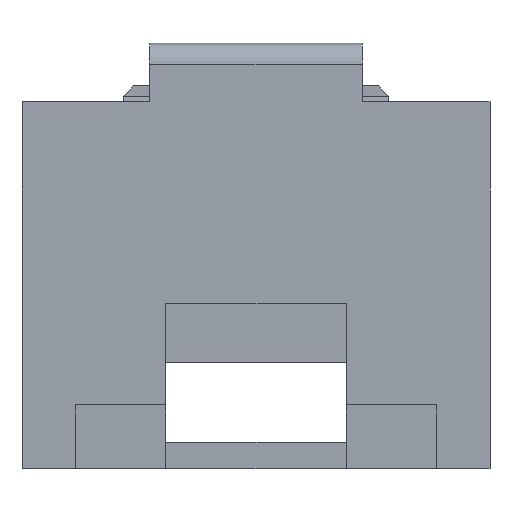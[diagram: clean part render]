
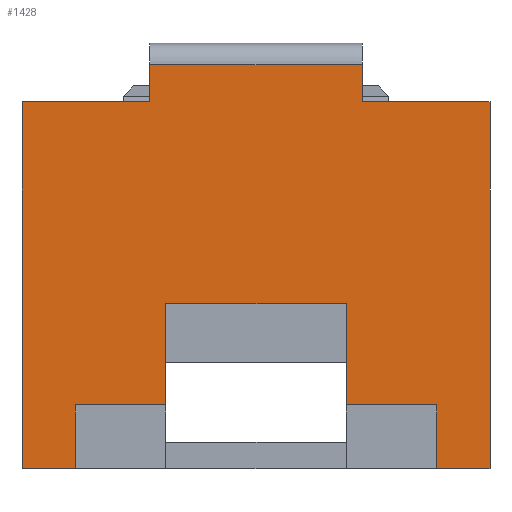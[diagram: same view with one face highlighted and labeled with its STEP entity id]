
A CAD part, front view. The second image highlights one B-rep face of the part: STEP entity #1428.
In plain terms, the highlighted planar face has unit normal (0, -1, 0).
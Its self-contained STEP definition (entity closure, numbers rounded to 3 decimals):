
#50=FACE_OUTER_BOUND('',#125,.T.);
#125=EDGE_LOOP('',(#975,#976,#977,#978,#979,#980,#981,#982,#983,#984,#985,
#986,#987,#988,#989,#990));
#221=LINE('',#2011,#417);
#227=LINE('',#2035,#423);
#228=LINE('',#2038,#424);
#229=LINE('',#2040,#425);
#230=LINE('',#2042,#426);
#231=LINE('',#2044,#427);
#232=LINE('',#2045,#428);
#233=LINE('',#2047,#429);
#234=LINE('',#2049,#430);
#235=LINE('',#2051,#431);
#236=LINE('',#2053,#432);
#237=LINE('',#2055,#433);
#238=LINE('',#2057,#434);
#239=LINE('',#2059,#435);
#240=LINE('',#2061,#436);
#241=LINE('',#2062,#437);
#417=VECTOR('',#1623,10.);
#423=VECTOR('',#1649,10.);
#424=VECTOR('',#1652,10.);
#425=VECTOR('',#1653,10.);
#426=VECTOR('',#1654,10.);
#427=VECTOR('',#1655,10.);
#428=VECTOR('',#1656,10.);
#429=VECTOR('',#1657,10.);
#430=VECTOR('',#1658,10.);
#431=VECTOR('',#1659,10.);
#432=VECTOR('',#1660,10.);
#433=VECTOR('',#1661,10.);
#434=VECTOR('',#1662,10.);
#435=VECTOR('',#1663,10.);
#436=VECTOR('',#1664,10.);
#437=VECTOR('',#1665,10.);
#613=VERTEX_POINT('',#2008);
#614=VERTEX_POINT('',#2010);
#619=VERTEX_POINT('',#2028);
#622=VERTEX_POINT('',#2033);
#623=VERTEX_POINT('',#2037);
#624=VERTEX_POINT('',#2039);
#625=VERTEX_POINT('',#2041);
#626=VERTEX_POINT('',#2043);
#627=VERTEX_POINT('',#2046);
#628=VERTEX_POINT('',#2048);
#629=VERTEX_POINT('',#2050);
#630=VERTEX_POINT('',#2052);
#631=VERTEX_POINT('',#2054);
#632=VERTEX_POINT('',#2056);
#633=VERTEX_POINT('',#2058);
#634=VERTEX_POINT('',#2060);
#750=EDGE_CURVE('',#613,#614,#221,.T.);
#761=EDGE_CURVE('',#619,#622,#227,.T.);
#762=EDGE_CURVE('',#622,#623,#228,.T.);
#763=EDGE_CURVE('',#623,#624,#229,.T.);
#764=EDGE_CURVE('',#624,#625,#230,.T.);
#765=EDGE_CURVE('',#625,#626,#231,.T.);
#766=EDGE_CURVE('',#614,#626,#232,.T.);
#767=EDGE_CURVE('',#613,#627,#233,.T.);
#768=EDGE_CURVE('',#627,#628,#234,.T.);
#769=EDGE_CURVE('',#628,#629,#235,.T.);
#770=EDGE_CURVE('',#629,#630,#236,.T.);
#771=EDGE_CURVE('',#630,#631,#237,.T.);
#772=EDGE_CURVE('',#631,#632,#238,.T.);
#773=EDGE_CURVE('',#632,#633,#239,.T.);
#774=EDGE_CURVE('',#634,#633,#240,.T.);
#775=EDGE_CURVE('',#634,#619,#241,.T.);
#975=ORIENTED_EDGE('',*,*,#761,.T.);
#976=ORIENTED_EDGE('',*,*,#762,.T.);
#977=ORIENTED_EDGE('',*,*,#763,.T.);
#978=ORIENTED_EDGE('',*,*,#764,.T.);
#979=ORIENTED_EDGE('',*,*,#765,.T.);
#980=ORIENTED_EDGE('',*,*,#766,.F.);
#981=ORIENTED_EDGE('',*,*,#750,.F.);
#982=ORIENTED_EDGE('',*,*,#767,.T.);
#983=ORIENTED_EDGE('',*,*,#768,.T.);
#984=ORIENTED_EDGE('',*,*,#769,.T.);
#985=ORIENTED_EDGE('',*,*,#770,.T.);
#986=ORIENTED_EDGE('',*,*,#771,.T.);
#987=ORIENTED_EDGE('',*,*,#772,.T.);
#988=ORIENTED_EDGE('',*,*,#773,.T.);
#989=ORIENTED_EDGE('',*,*,#774,.F.);
#990=ORIENTED_EDGE('',*,*,#775,.T.);
#1357=PLANE('',#1522);
#1428=ADVANCED_FACE('',(#50),#1357,.T.);
#1522=AXIS2_PLACEMENT_3D('',#2036,#1650,#1651);
#1623=DIRECTION('',(1.,0.,0.));
#1649=DIRECTION('',(1.,0.,0.));
#1650=DIRECTION('center_axis',(0.,-1.,0.));
#1651=DIRECTION('ref_axis',(1.,0.,0.));
#1652=DIRECTION('',(0.,0.,-1.));
#1653=DIRECTION('',(1.,0.,0.));
#1654=DIRECTION('',(0.,0.,1.));
#1655=DIRECTION('',(-1.,0.,0.));
#1656=DIRECTION('',(0.,0.,-1.));
#1657=DIRECTION('',(0.,0.,-1.));
#1658=DIRECTION('',(-1.,0.,0.));
#1659=DIRECTION('',(0.,0.,-1.));
#1660=DIRECTION('',(1.,0.,0.));
#1661=DIRECTION('',(0.,0.,1.));
#1662=DIRECTION('',(1.,0.,0.));
#1663=DIRECTION('',(0.,0.,1.));
#1664=DIRECTION('',(-1.,0.,0.));
#1665=DIRECTION('',(0.,0.,-1.));
#2008=CARTESIAN_POINT('',(32.,418.72,3.));
#2010=CARTESIAN_POINT('',(52.,418.72,3.));
#2011=CARTESIAN_POINT('',(32.,418.72,3.));
#2028=CARTESIAN_POINT('',(50.5,418.72,-29.));
#2033=CARTESIAN_POINT('',(59.,418.72,-29.));
#2035=CARTESIAN_POINT('',(36.,418.72,-29.));
#2036=CARTESIAN_POINT('Origin',(42.,418.72,-17.75));
#2037=CARTESIAN_POINT('',(59.,418.72,-35.));
#2038=CARTESIAN_POINT('',(59.,418.72,-26.375));
#2039=CARTESIAN_POINT('',(64.,418.72,-35.));
#2040=CARTESIAN_POINT('',(20.,418.72,-35.));
#2041=CARTESIAN_POINT('',(64.,418.72,-0.5));
#2042=CARTESIAN_POINT('',(64.,418.72,-35.));
#2043=CARTESIAN_POINT('',(52.,418.72,-0.5));
#2044=CARTESIAN_POINT('',(64.,418.72,-0.5));
#2045=CARTESIAN_POINT('',(52.,418.72,3.));
#2046=CARTESIAN_POINT('',(32.,418.72,-0.5));
#2047=CARTESIAN_POINT('',(32.,418.72,3.));
#2048=CARTESIAN_POINT('',(20.,418.72,-0.5));
#2049=CARTESIAN_POINT('',(64.,418.72,-0.5));
#2050=CARTESIAN_POINT('',(20.,418.72,-35.));
#2051=CARTESIAN_POINT('',(20.,418.72,-0.5));
#2052=CARTESIAN_POINT('',(25.,418.72,-35.));
#2053=CARTESIAN_POINT('',(20.,418.72,-35.));
#2054=CARTESIAN_POINT('',(25.,418.72,-29.));
#2055=CARTESIAN_POINT('',(25.,418.72,-25.125));
#2056=CARTESIAN_POINT('',(33.5,418.72,-29.));
#2057=CARTESIAN_POINT('',(36.,418.72,-29.));
#2058=CARTESIAN_POINT('',(33.5,418.72,-19.5));
#2059=CARTESIAN_POINT('',(33.5,418.72,-24.625));
#2060=CARTESIAN_POINT('',(50.5,418.72,-19.5));
#2061=CARTESIAN_POINT('',(37.75,418.72,-19.5));
#2062=CARTESIAN_POINT('',(50.5,418.72,-24.625));
